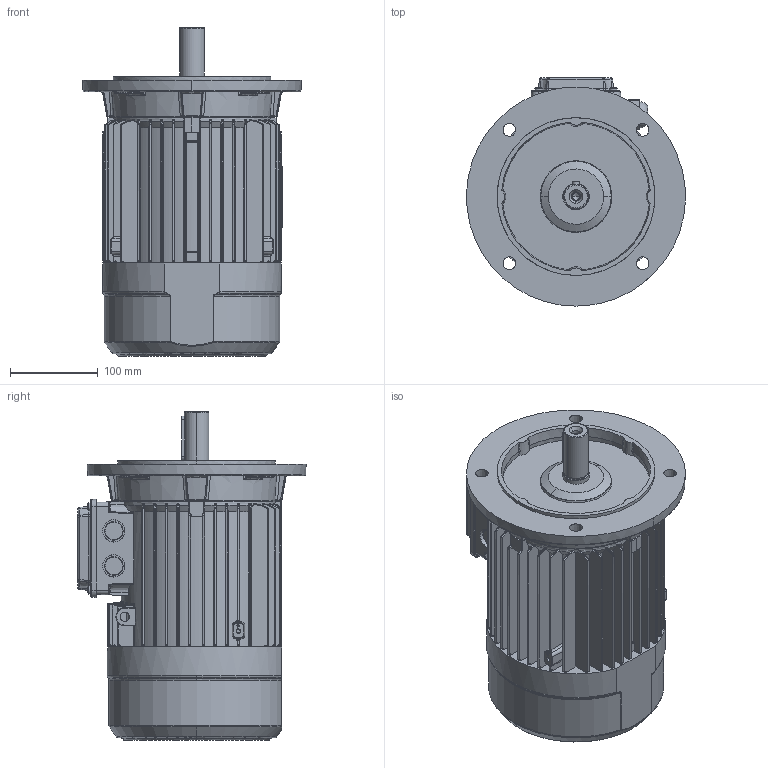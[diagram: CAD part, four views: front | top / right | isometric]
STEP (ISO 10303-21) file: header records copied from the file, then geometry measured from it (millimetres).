
FILE_DESCRIPTION (( 'STEP AP214' ), '1' );
FILE_NAME ('A-100L-B5_WOL.STEP', '2019-08-21T09:46:07', ( '' ), ( '' ), 'SwSTEP 2.0', 'SolidWorks 2018', '' );
FILE_SCHEMA (( 'AUTOMOTIVE_DESIGN' ));
Length unit declared in the file: millimetre
Products named in the file (1): A-100L-B5_WOL
Bounding box: 249.75 x 260.48 x 375 mm (x, y, z)
Volume: 9016054.6 mm3; surface area: 536157.9 mm2
Topology: 3 solids, 3 shells, 2277 faces, 5789 edges, 3496 vertices
Faces by surface type: bspline 983, cylinder 562, plane 456, cone 236, sphere 32, torus 8
Entity records: 139235 total; most frequent: CARTESIAN_POINT 93626, ORIENTED_EDGE 11442, DIRECTION 7064, EDGE_CURVE 5721, VERTEX_POINT 3496, AXIS2_PLACEMENT_3D 2651, EDGE_LOOP 2335, ADVANCED_FACE 2277
